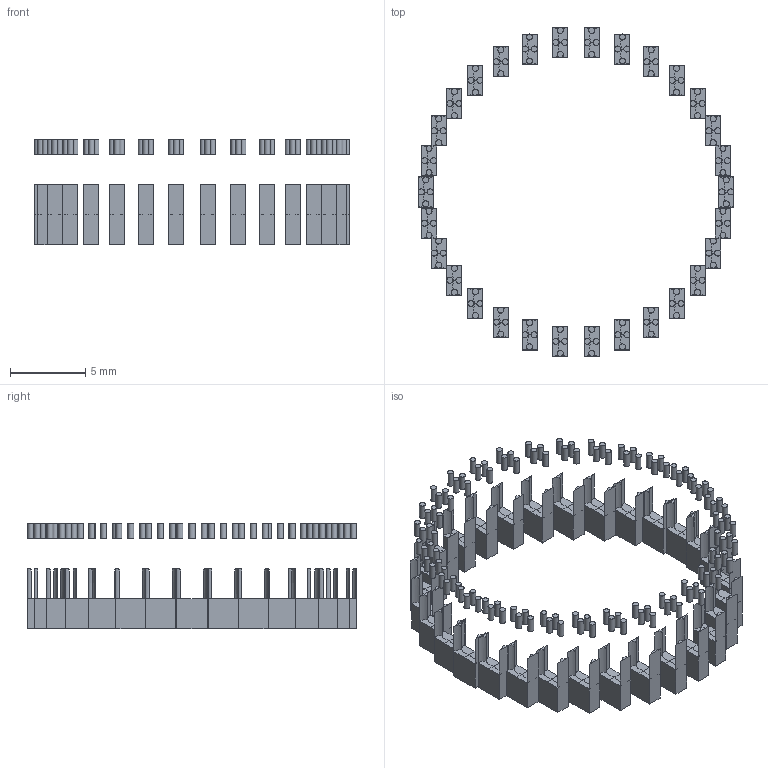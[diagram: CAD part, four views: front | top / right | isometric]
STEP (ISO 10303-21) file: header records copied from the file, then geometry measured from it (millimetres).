
FILE_DESCRIPTION(('Open CASCADE Model'),'2;1');
FILE_NAME('Open CASCADE Shape Model','2024-05-29T16:00:00',('Author'),( 'Open CASCADE'),'Open CASCADE STEP processor 7.7','Open CASCADE 7.7' ,'Unknown');
FILE_SCHEMA(('AUTOMOTIVE_DESIGN { 1 0 10303 214 1 1 1 1 }'));
Length unit declared in the file: millimetre
Products named in the file (147): Open CASCADE STEP translator 7.7 118; Open CASCADE STEP translator 7.7 118.1; Open CASCADE STEP translator 7.7 118.2; Open CASCADE STEP translator 7.7 118.3; Open CASCADE STEP translator 7.7 118.4; Open CASCADE STEP translator 7.7 118.5; Open CASCADE STEP translator 7.7 118.6; Open CASCADE STEP translator 7.7 118.7; Open CASCADE STEP translator 7.7 118.8; Open CASCADE STEP translator 7.7 118.9; Open CASCADE STEP translator 7.7 118.10; Open CASCADE STEP translator 7.7 118.11; Open CASCADE STEP translator 7.7 118.12; Open CASCADE STEP translator 7.7 118.13; Open CASCADE STEP translator 7.7 118.14; Open CASCADE STEP translator 7.7 118.15; Open CASCADE STEP translator 7.7 118.16; Open CASCADE STEP translator 7.7 118.17; Open CASCADE STEP translator 7.7 118.18; Open CASCADE STEP translator 7.7 118.19; Open CASCADE STEP translator 7.7 118.20; Open CASCADE STEP translator 7.7 118.21; Open CASCADE STEP translator 7.7 118.22; Open CASCADE STEP translator 7.7 118.23; Open CASCADE STEP translator 7.7 118.24; Open CASCADE STEP translator 7.7 118.25; Open CASCADE STEP translator 7.7 118.26; Open CASCADE STEP translator 7.7 118.27; Open CASCADE STEP translator 7.7 118.28; Open CASCADE STEP translator 7.7 118.29; Open CASCADE STEP translator 7.7 118.30; Open CASCADE STEP translator 7.7 118.31; Open CASCADE STEP translator 7.7 118.32; Open CASCADE STEP translator 7.7 118.33; Open CASCADE STEP translator 7.7 118.34; Open CASCADE STEP translator 7.7 118.35; Open CASCADE STEP translator 7.7 118.36; Open CASCADE STEP translator 7.7 118.37; Open CASCADE STEP translator 7.7 118.38; Open CASCADE STEP translator 7.7 118.39 ...
Assembly tree (146 placements, depth 2):
  Open CASCADE STEP translator 7.7 118
    Open CASCADE STEP translator 7.7 118.1
    Open CASCADE STEP translator 7.7 118.2
    Open CASCADE STEP translator 7.7 118.3
    Open CASCADE STEP translator 7.7 118.4
    Open CASCADE STEP translator 7.7 118.5
    Open CASCADE STEP translator 7.7 118.6
    Open CASCADE STEP translator 7.7 118.7
    Open CASCADE STEP translator 7.7 118.8
    Open CASCADE STEP translator 7.7 118.9
    Open CASCADE STEP translator 7.7 118.10
    Open CASCADE STEP translator 7.7 118.11
    Open CASCADE STEP translator 7.7 118.12
    Open CASCADE STEP translator 7.7 118.13
    Open CASCADE STEP translator 7.7 118.14
    Open CASCADE STEP translator 7.7 118.15
    Open CASCADE STEP translator 7.7 118.16
    Open CASCADE STEP translator 7.7 118.17
    Open CASCADE STEP translator 7.7 118.18
    Open CASCADE STEP translator 7.7 118.19
    Open CASCADE STEP translator 7.7 118.20
    Open CASCADE STEP translator 7.7 118.21
    Open CASCADE STEP translator 7.7 118.22
    Open CASCADE STEP translator 7.7 118.23
    Open CASCADE STEP translator 7.7 118.24
    Open CASCADE STEP translator 7.7 118.25
    Open CASCADE STEP translator 7.7 118.26
    Open CASCADE STEP translator 7.7 118.27
    Open CASCADE STEP translator 7.7 118.28
    Open CASCADE STEP translator 7.7 118.29
    Open CASCADE STEP translator 7.7 118.30
    Open CASCADE STEP translator 7.7 118.31
    Open CASCADE STEP translator 7.7 118.32
    Open CASCADE STEP translator 7.7 118.33
    Open CASCADE STEP translator 7.7 118.34
    Open CASCADE STEP translator 7.7 118.35
    Open CASCADE STEP translator 7.7 118.36
    Open CASCADE STEP translator 7.7 118.37
    Open CASCADE STEP translator 7.7 118.38
    Open CASCADE STEP translator 7.7 118.39
    Open CASCADE STEP translator 7.7 118.40
    Open CASCADE STEP translator 7.7 118.41
    Open CASCADE STEP translator 7.7 118.42
    Open CASCADE STEP translator 7.7 118.43
    Open CASCADE STEP translator 7.7 118.44
    Open CASCADE STEP translator 7.7 118.45
    Open CASCADE STEP translator 7.7 118.46
    Open CASCADE STEP translator 7.7 118.47
    Open CASCADE STEP translator 7.7 118.48
    Open CASCADE STEP translator 7.7 118.49
    Open CASCADE STEP translator 7.7 118.50
    Open CASCADE STEP translator 7.7 118.51
    Open CASCADE STEP translator 7.7 118.52
    Open CASCADE STEP translator 7.7 118.53
    Open CASCADE STEP translator 7.7 118.54
    Open CASCADE STEP translator 7.7 118.55
    Open CASCADE STEP translator 7.7 118.56
    Open CASCADE STEP translator 7.7 118.57
    Open CASCADE STEP translator 7.7 118.58
    Open CASCADE STEP translator 7.7 118.59
Bounding box: 21 x 21.89 x 7 mm (x, y, z)
Volume: 144 mm3; surface area: 908.2 mm2
Topology: 146 solids, 146 shells, 922 faces, 1688 edges, 1058 vertices
Faces by surface type: plane 682, cylinder 240
Full cylindrical faces by diameter (mm): 0.4 x120
Entity records: 47340 total; most frequent: CARTESIAN_POINT 8319, DIRECTION 7634, LINE 3636, VECTOR 3636, ORIENTED_EDGE 3376, PCURVE 3376, DEFINITIONAL_REPRESENTATION 3376, AXIS2_PLACEMENT_3D 1729
